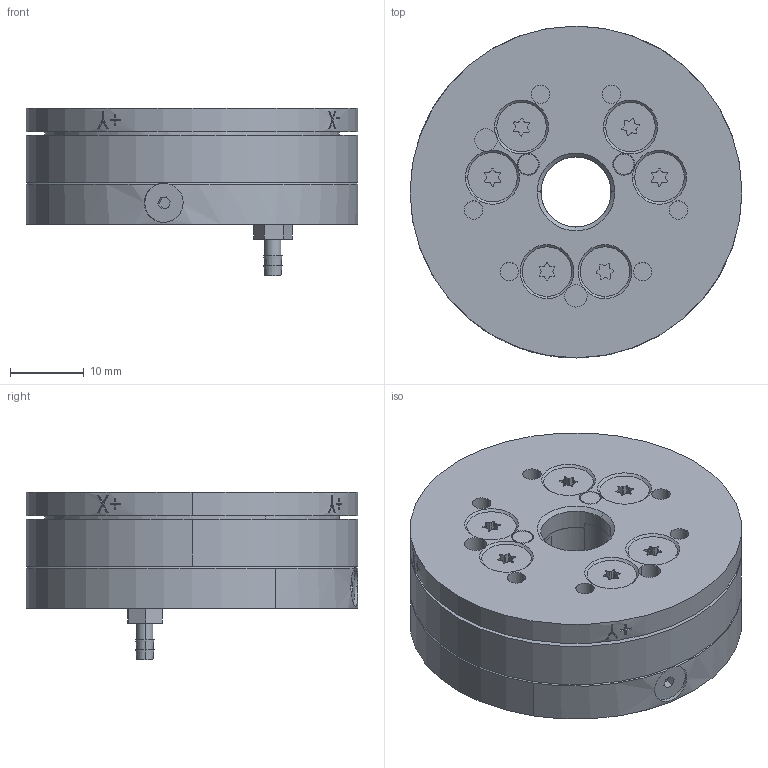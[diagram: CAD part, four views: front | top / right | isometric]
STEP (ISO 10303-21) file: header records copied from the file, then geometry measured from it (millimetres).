
FILE_DESCRIPTION (( 'STEP AP214' ), '1' );
FILE_NAME ('ATI-Default.step', '2011-02-15T11:59:22', ( 'SysAdmin' ), ( 'SolidWorks' ), 'SwSTEP 2.0', 'SolidWorks 2011', '' );
FILE_SCHEMA (( 'AUTOMOTIVE_DESIGN' ));
Length unit declared in the file: inch
Products named in the file (1): ATI-Default
Bounding box: 45.01 x 45.01 x 22.72 mm (x, y, z)
Volume: 23170.9 mm3; surface area: 7893.2 mm2
Topology: 1 solids, 19 shells, 751 faces, 2026 edges, 1334 vertices
Faces by surface type: cylinder 335, plane 292, cone 98, bspline 24, sphere 2
Entity records: 24275 total; most frequent: CARTESIAN_POINT 4676, DIRECTION 4295, ORIENTED_EDGE 4048, EDGE_CURVE 2024, AXIS2_PLACEMENT_3D 1631, VERTEX_POINT 1334, LINE 1033, VECTOR 1033
